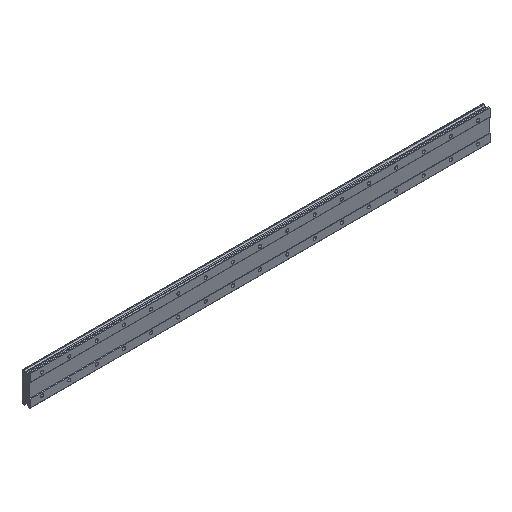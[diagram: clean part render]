
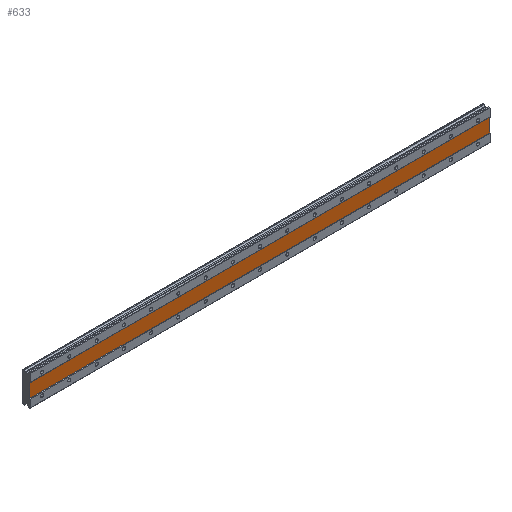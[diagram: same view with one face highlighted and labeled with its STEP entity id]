
A CAD part, isometric view. The second image highlights one B-rep face of the part: STEP entity #633.
In plain terms, the highlighted planar face has unit normal (0, -1, 0).
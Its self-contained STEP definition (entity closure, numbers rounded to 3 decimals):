
#65 = EDGE_CURVE ( 'NONE', #5672, #3751, #1636, .T. ) ;
#72 = CARTESIAN_POINT ( 'NONE',  ( -35., 1., -20. ) ) ;
#379 = LINE ( 'NONE', #2340, #2108 ) ;
#534 = ORIENTED_EDGE ( 'NONE', *, *, #6008, .F. ) ;
#633 = ADVANCED_FACE ( 'NONE', ( #3705 ), #5234, .F. ) ;
#676 = DIRECTION ( 'NONE',  ( 1., 0., 0. ) ) ;
#712 = VECTOR ( 'NONE', #3224, 1000. ) ;
#804 = ORIENTED_EDGE ( 'NONE', *, *, #3614, .F. ) ;
#900 = CARTESIAN_POINT ( 'NONE',  ( 1315., 1., -20. ) ) ;
#1622 = LINE ( 'NONE', #5634, #2106 ) ;
#1636 = LINE ( 'NONE', #1730, #3086 ) ;
#1730 = CARTESIAN_POINT ( 'NONE',  ( 1315., 1., -20. ) ) ;
#1873 = EDGE_CURVE ( 'NONE', #6188, #4625, #1622, .T. ) ;
#1945 = CARTESIAN_POINT ( 'NONE',  ( 1315., 1., 20. ) ) ;
#2106 = VECTOR ( 'NONE', #676, 1000. ) ;
#2108 = VECTOR ( 'NONE', #3379, 1000. ) ;
#2143 = ORIENTED_EDGE ( 'NONE', *, *, #1873, .F. ) ;
#2218 = EDGE_LOOP ( 'NONE', ( #5534, #804, #2143, #534 ) ) ;
#2340 = CARTESIAN_POINT ( 'NONE',  ( 1315., 1., 20. ) ) ;
#2692 = CARTESIAN_POINT ( 'NONE',  ( 1315., 1., 20. ) ) ;
#2989 = AXIS2_PLACEMENT_3D ( 'NONE', #2692, #6258, #4221 ) ;
#3086 = VECTOR ( 'NONE', #3696, 1000. ) ;
#3224 = DIRECTION ( 'NONE',  ( 0., 0., 1. ) ) ;
#3379 = DIRECTION ( 'NONE',  ( 0., 0., -1. ) ) ;
#3614 = EDGE_CURVE ( 'NONE', #4625, #5672, #379, .T. ) ;
#3696 = DIRECTION ( 'NONE',  ( -1., 0., 0. ) ) ;
#3705 = FACE_OUTER_BOUND ( 'NONE', #2218, .T. ) ;
#3751 = VERTEX_POINT ( 'NONE', #72 ) ;
#3805 = CARTESIAN_POINT ( 'NONE',  ( -35., 1., 20. ) ) ;
#4221 = DIRECTION ( 'NONE',  ( 0., 0., 1. ) ) ;
#4625 = VERTEX_POINT ( 'NONE', #1945 ) ;
#5234 = PLANE ( 'NONE',  #2989 ) ;
#5256 = LINE ( 'NONE', #5720, #712 ) ;
#5534 = ORIENTED_EDGE ( 'NONE', *, *, #65, .F. ) ;
#5634 = CARTESIAN_POINT ( 'NONE',  ( 1315., 1., 20. ) ) ;
#5672 = VERTEX_POINT ( 'NONE', #900 ) ;
#5720 = CARTESIAN_POINT ( 'NONE',  ( -35., 1., 20. ) ) ;
#6008 = EDGE_CURVE ( 'NONE', #3751, #6188, #5256, .T. ) ;
#6188 = VERTEX_POINT ( 'NONE', #3805 ) ;
#6258 = DIRECTION ( 'NONE',  ( 0., 1., 0. ) ) ;
